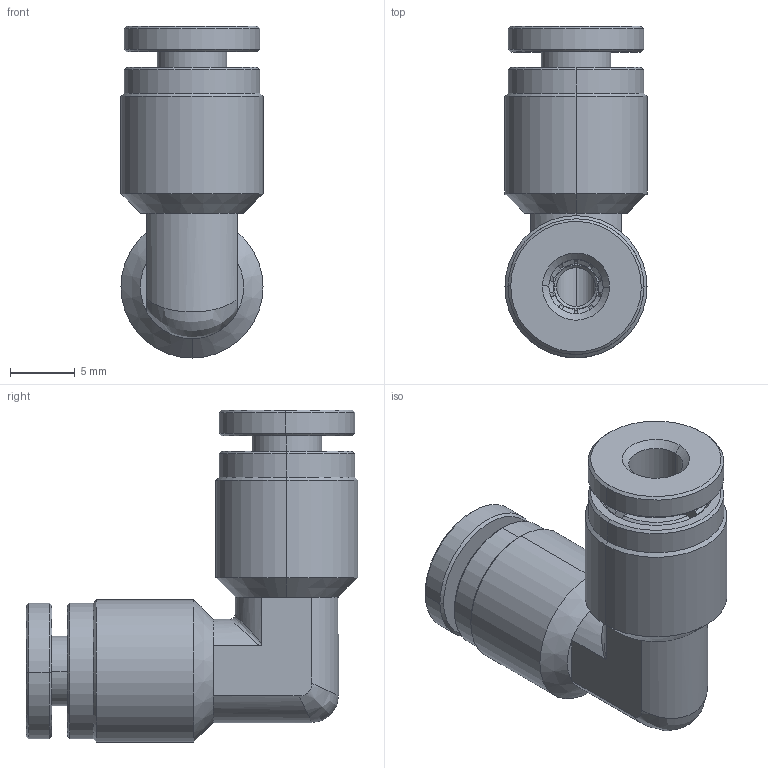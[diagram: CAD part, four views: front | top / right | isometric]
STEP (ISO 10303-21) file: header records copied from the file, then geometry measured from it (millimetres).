
FILE_DESCRIPTION (( 'STEP AP214' ), '1' );
FILE_NAME ('EUS4(5-32)W.STEP', '2018-07-31T17:18:53', ( '' ), ( '' ), 'SwSTEP 2.0', 'SolidWorks 2016', '' );
FILE_SCHEMA (( 'AUTOMOTIVE_DESIGN' ));
Length unit declared in the file: millimetre
Products named in the file (1): EUS4(5-32)W
Bounding box: 11 x 25.69 x 25.69 mm (x, y, z)
Volume: 2199 mm3; surface area: 4282.9 mm2
Topology: 11 solids, 11 shells, 593 faces, 1585 edges, 1021 vertices
Faces by surface type: plane 210, cone 208, cylinder 125, bspline 46, torus 4
Entity records: 26476 total; most frequent: CARTESIAN_POINT 5853, ORIENTED_EDGE 3166, DIRECTION 2654, EDGE_CURVE 1583, AXIS2_PLACEMENT_3D 1082, VERTEX_POINT 1021, EDGE_LOOP 624, UNCERTAINTY_MEASURE_WITH_UNIT 606
